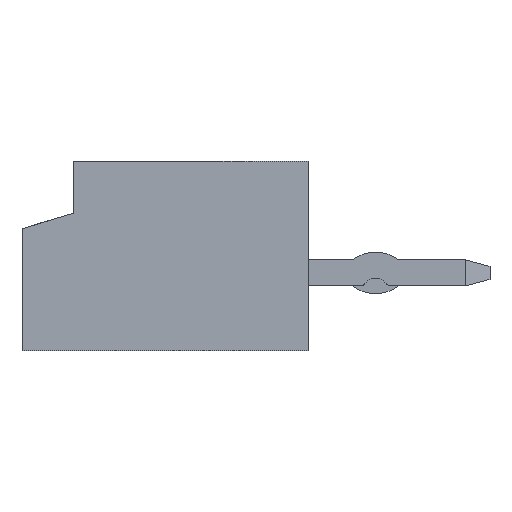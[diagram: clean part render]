
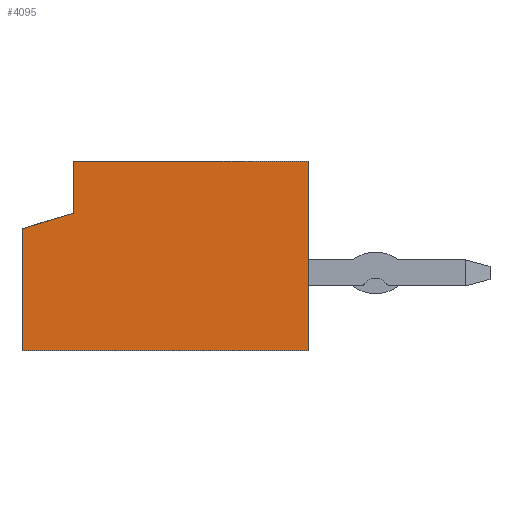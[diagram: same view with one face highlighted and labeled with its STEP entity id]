
A CAD part, left-side view. The second image highlights one B-rep face of the part: STEP entity #4095.
In plain terms, the highlighted planar face has unit normal (-1, 0, 0).
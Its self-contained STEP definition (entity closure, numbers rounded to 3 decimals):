
#49=DIRECTION('',(0.,-1.,0.));
#50=VECTOR('',#49,5.5);
#51=CARTESIAN_POINT('',(-6.,2.75,-1.825));
#52=LINE('',#51,#50);
#453=DIRECTION('',(0.,-1.,0.));
#454=VECTOR('',#453,4.5);
#455=CARTESIAN_POINT('',(-6.,1.75,1.825));
#456=LINE('',#455,#454);
#545=DIRECTION('',(0.,0.,1.));
#546=VECTOR('',#545,3.65);
#547=CARTESIAN_POINT('',(-6.,-2.75,-1.825));
#548=LINE('',#547,#546);
#865=DIRECTION('',(0.,0.,-1.));
#866=VECTOR('',#865,1.);
#867=CARTESIAN_POINT('',(-6.,1.75,1.825));
#868=LINE('',#867,#866);
#869=DIRECTION('',(0.,0.,1.));
#870=VECTOR('',#869,2.35);
#871=CARTESIAN_POINT('',(-6.,2.75,-1.825));
#872=LINE('',#871,#870);
#873=DIRECTION('',(0.,0.958,-0.287));
#874=VECTOR('',#873,1.044);
#875=CARTESIAN_POINT('',(-6.,1.75,0.825));
#876=LINE('',#875,#874);
#2317=CARTESIAN_POINT('',(-6.,2.75,-1.825));
#2318=CARTESIAN_POINT('',(-6.,-2.75,-1.825));
#2319=VERTEX_POINT('',#2317);
#2320=VERTEX_POINT('',#2318);
#2325=CARTESIAN_POINT('',(-6.,-2.75,1.825));
#2326=VERTEX_POINT('',#2325);
#2333=CARTESIAN_POINT('',(-6.,1.75,1.825));
#2335=VERTEX_POINT('',#2333);
#2341=CARTESIAN_POINT('',(-6.,1.75,0.825));
#2342=VERTEX_POINT('',#2341);
#2343=CARTESIAN_POINT('',(-6.,2.75,0.525));
#2344=VERTEX_POINT('',#2343);
#4081=CARTESIAN_POINT('',(-6.,2.75,-1.825));
#4082=DIRECTION('',(-1.,0.,0.));
#4083=DIRECTION('',(0.,-1.,0.));
#4084=AXIS2_PLACEMENT_3D('',#4081,#4082,#4083);
#4085=PLANE('',#4084);
#4086=ORIENTED_EDGE('',*,*,#3384,.F.);
#4087=ORIENTED_EDGE('',*,*,#3451,.T.);
#4088=ORIENTED_EDGE('',*,*,#3541,.F.);
#4089=ORIENTED_EDGE('',*,*,#3054,.F.);
#4091=ORIENTED_EDGE('',*,*,#4090,.T.);
#4092=ORIENTED_EDGE('',*,*,#3352,.F.);
#4093=EDGE_LOOP('',(#4086,#4087,#4088,#4089,#4091,#4092));
#4094=FACE_OUTER_BOUND('',#4093,.F.);
#4095=ADVANCED_FACE('',(#4094),#4085,.T.);
#3054=EDGE_CURVE('',#2319,#2320,#52,.T.);
#3352=EDGE_CURVE('',#2342,#2344,#876,.T.);
#3384=EDGE_CURVE('',#2335,#2342,#868,.T.);
#3451=EDGE_CURVE('',#2335,#2326,#456,.T.);
#3541=EDGE_CURVE('',#2320,#2326,#548,.T.);
#4090=EDGE_CURVE('',#2319,#2344,#872,.T.);
